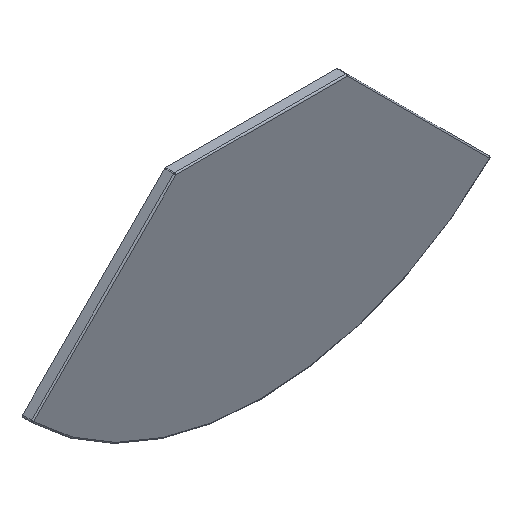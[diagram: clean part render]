
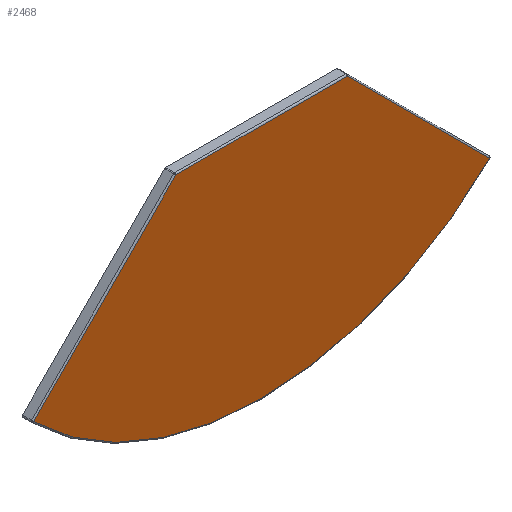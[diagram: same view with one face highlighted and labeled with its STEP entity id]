
A CAD part, isometric view. The second image highlights one B-rep face of the part: STEP entity #2468.
In plain terms, the highlighted face is planar.
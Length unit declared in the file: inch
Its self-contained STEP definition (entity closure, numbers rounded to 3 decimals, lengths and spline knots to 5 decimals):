
#326=LINE('',#3624,#407);
#328=LINE('',#3627,#409);
#330=LINE('',#3630,#411);
#407=VECTOR('',#3052,0.3937);
#409=VECTOR('',#3056,0.3937);
#411=VECTOR('',#3060,0.3937);
#494=PLANE('',#2727);
#661=FACE_OUTER_BOUND('',#820,.T.);
#820=EDGE_LOOP('',(#1753,#1754,#1755,#1756));
#986=CIRCLE('',#2713,31.46904);
#1076=VERTEX_POINT('',#3570);
#1081=VERTEX_POINT('',#3583);
#1086=VERTEX_POINT('',#3596);
#1091=VERTEX_POINT('',#3612);
#1340=EDGE_CURVE('',#1076,#1086,#986,.T.);
#1348=EDGE_CURVE('',#1086,#1091,#326,.T.);
#1350=EDGE_CURVE('',#1091,#1081,#328,.T.);
#1352=EDGE_CURVE('',#1081,#1076,#330,.T.);
#1753=ORIENTED_EDGE('',*,*,#1340,.F.);
#1754=ORIENTED_EDGE('',*,*,#1352,.F.);
#1755=ORIENTED_EDGE('',*,*,#1350,.F.);
#1756=ORIENTED_EDGE('',*,*,#1348,.F.);
#2468=ADVANCED_FACE('',(#661),#494,.F.);
#2713=AXIS2_PLACEMENT_3D('',#3608,#3032,#3033);
#2727=AXIS2_PLACEMENT_3D('',#3636,#3069,#3070);
#3032=DIRECTION('center_axis',(0.,0.,1.));
#3033=DIRECTION('ref_axis',(0.,-1.,0.));
#3052=DIRECTION('',(-0.707,0.707,0.));
#3056=DIRECTION('',(-1.,0.,0.));
#3060=DIRECTION('',(-0.707,-0.707,0.));
#3069=DIRECTION('center_axis',(0.,0.,1.));
#3070=DIRECTION('ref_axis',(1.,0.,0.));
#3570=CARTESIAN_POINT('',(0.80785,-15.68893,-1.));
#3583=CARTESIAN_POINT('',(14.64803,-1.84874,-1.));
#3596=CARTESIAN_POINT('',(45.13466,-15.68893,-1.));
#3608=CARTESIAN_POINT('Origin',(22.97125,6.65126,-1.));
#3612=CARTESIAN_POINT('',(31.29448,-1.84874,-1.));
#3624=CARTESIAN_POINT('',(31.89979,-2.45406,-1.));
#3627=CARTESIAN_POINT('',(18.78375,-1.84874,-1.));
#3630=CARTESIAN_POINT('',(7.06003,-9.43674,-1.));
#3636=CARTESIAN_POINT('Origin',(22.97125,-12.66645,-1.));
